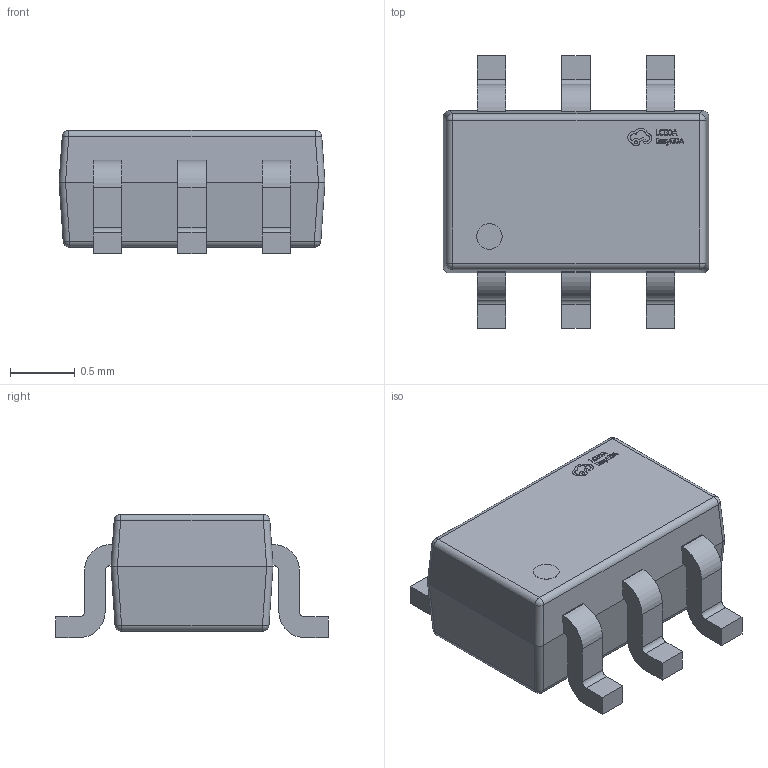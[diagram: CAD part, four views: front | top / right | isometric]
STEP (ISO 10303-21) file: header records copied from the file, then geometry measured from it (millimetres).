
FILE_DESCRIPTION (( 'STEP AP214' ), '1' );
FILE_NAME ('SOT-363_L2.1-W1.3-P0.65-LS2.1-BL.step', '2022-07-26T11:13:10', ( '' ), ( '' ), 'SwSTEP 2.0', 'SolidWorks 2020', '' );
FILE_SCHEMA (( 'AUTOMOTIVE_DESIGN' ));
Length unit declared in the file: millimetre
Products named in the file (1): SOT-363_L2.1-W1.3-P0.65-LS2.1-BL
Bounding box: 2.05 x 2.1 x 0.95 mm (x, y, z)
Volume: 2.4 mm3; surface area: 14.3 mm2
Topology: 14 solids, 14 shells, 399 faces, 1039 edges, 682 vertices
Faces by surface type: plane 237, bspline 112, cylinder 42, sphere 8
Entity records: 17869 total; most frequent: CARTESIAN_POINT 4237, ORIENTED_EDGE 2078, DIRECTION 1459, EDGE_CURVE 1039, VECTOR 731, LINE 731, VERTEX_POINT 682, EDGE_LOOP 425
